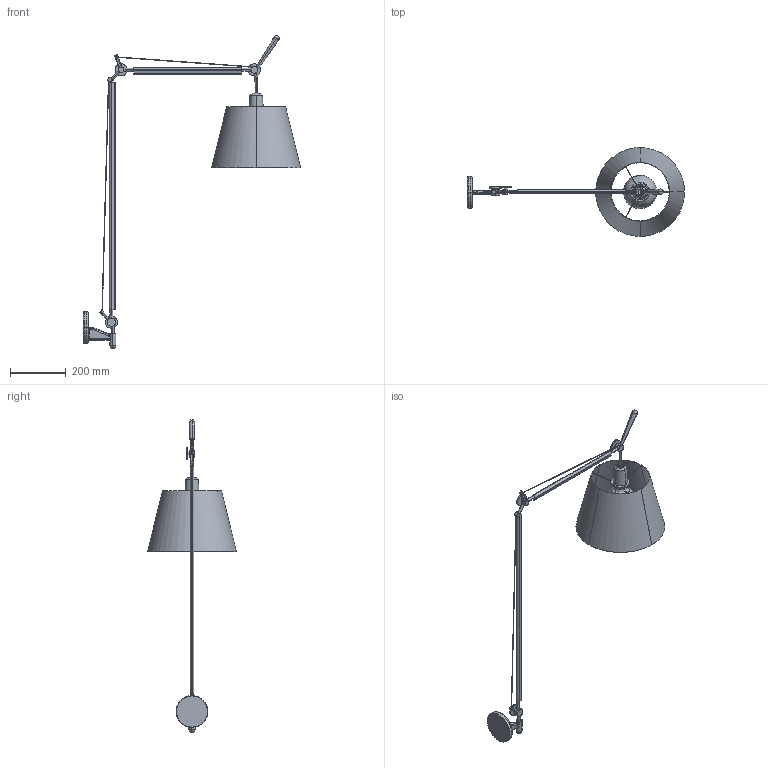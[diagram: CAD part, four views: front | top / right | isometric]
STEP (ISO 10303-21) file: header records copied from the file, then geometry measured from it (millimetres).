
FILE_DESCRIPTION(/* description */ (''),/* implementation_level */ '2;1');
FILE_NAME(/* name */ 'Tolomeo Mega Parete Diffusore 320',/* time_stamp */ '2020-10-06T11:28:33+02:00',/* author */ (''),/* organization */ (''),/* preprocessor_version */ 'ST-DEVELOPER v15',/* originating_system */ '',/* authorisation */ '');
FILE_SCHEMA (('AUTOMOTIVE_DESIGN'));
Length unit declared in the file: millimetre
Products named in the file (1): Document
Bounding box: 782 x 320 x 1127.57 mm (x, y, z)
Volume: 1363003.2 mm3; surface area: 601979.6 mm2
Topology: 3 solids, 6 shells, 414 faces, 1149 edges, 740 vertices
Faces by surface type: bspline 346, plane 68
Entity records: 21876 total; most frequent: CARTESIAN_POINT 15791, ORIENTED_EDGE 2230, EDGE_CURVE 1122, VERTEX_POINT 740, EDGE_LOOP 450, B_SPLINE_CURVE_WITH_KNOTS 424, ADVANCED_FACE 414, FACE_OUTER_BOUND 414
